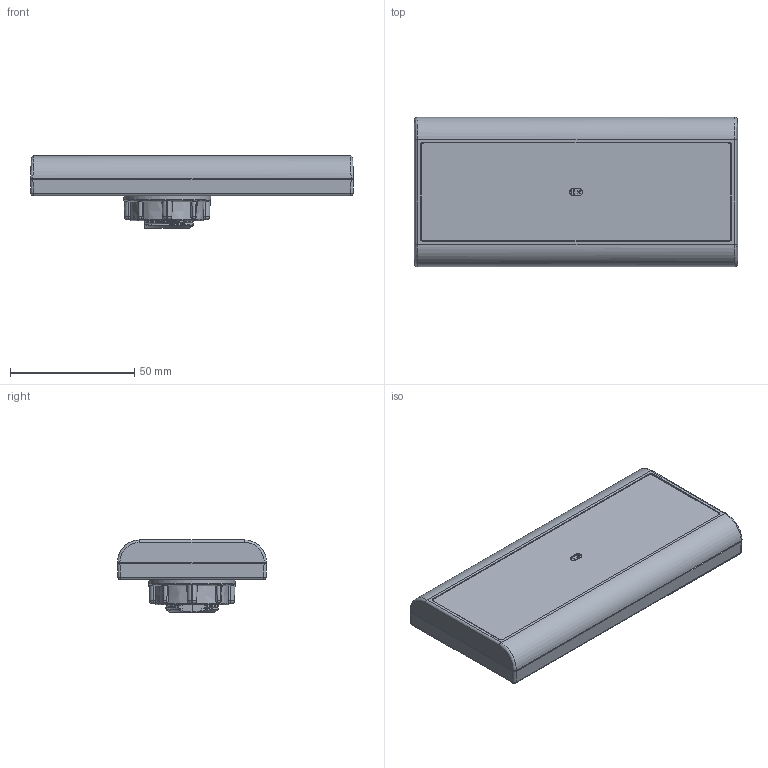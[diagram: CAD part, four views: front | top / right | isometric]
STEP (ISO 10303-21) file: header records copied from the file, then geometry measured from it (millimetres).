
FILE_DESCRIPTION(/* description */ (''),/* implementation_level */ '2;1');
FILE_NAME(/* name */ '',/* time_stamp */ '2024-03-19T09:55:50+09:00',/* author */ (''),/* organization */ (''),/* preprocessor_version */ 'ST-DEVELOPER v18.1',/* originating_system */ 'Autodesk Inventor 2020',/* authorisation */ '');
FILE_SCHEMA (('CONFIG_CONTROL_DESIGN'));
Products named in the file (1): Part1
Bounding box: 130 x 60 x 29 mm (x, y, z)
Volume: 66615.8 mm3; surface area: 68683.9 mm2
Topology: 1 solids, 45 shells, 5442 faces, 15282 edges, 10010 vertices
Faces by surface type: plane 3673, cylinder 1259, bspline 235, cone 231, torus 26, sphere 18
Full cylindrical faces by diameter (mm): 0.35 x4, 0.52 x2, 0.6 x1, 0.8 x3, 1 x7, 2.6 x4, 3 x5, 3.5 x6, 22.325 x3, 28 x1, 32 x1
Entity records: 190029 total; most frequent: CARTESIAN_POINT 47847, ORIENTED_EDGE 30546, DIRECTION 28334, EDGE_CURVE 15273, LINE 11148, VECTOR 11148, VERTEX_POINT 10010, AXIS2_PLACEMENT_3D 8593
